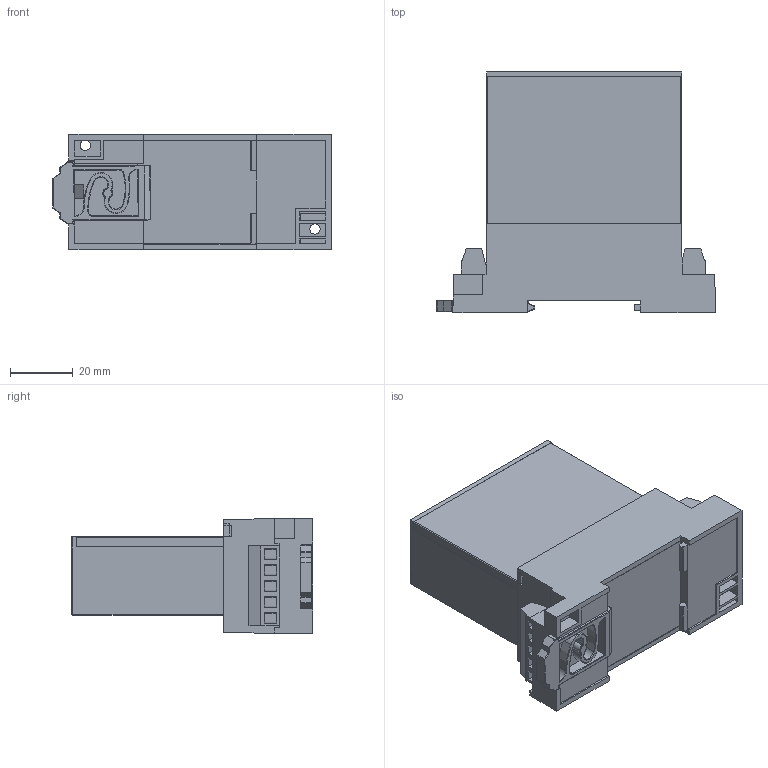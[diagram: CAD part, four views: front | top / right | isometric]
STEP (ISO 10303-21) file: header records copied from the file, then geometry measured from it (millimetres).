
FILE_DESCRIPTION (( 'STEP AP203' ), '1' );
FILE_NAME ('CR4560_70_80_CR4850_60_70_80_CR6600_CRD4500.STEP', '2015-09-18T22:40:26', ( 'Dave Forsythe' ), ( '' ), 'SwSTEP 2.0', 'SolidWorks 2004231', '' );
FILE_SCHEMA (( 'CONFIG_CONTROL_DESIGN' ));
Length unit declared in the file: inch
Products named in the file (1): CR4560_70_80_CR4850_60_70_80_CR6600_CRD4500
Bounding box: 88.57 x 76.8 x 36.59 mm (x, y, z)
Surface area: 30699.8 mm2 (no closed solid volume)
Topology: 0 solids, 10 shells, 346 faces, 1300 edges, 949 vertices
Faces by surface type: plane 235, cylinder 86, torus 22, sphere 3
Entity records: 13871 total; most frequent: CARTESIAN_POINT 2716, DIRECTION 2294, ORIENTED_EDGE 2010, EDGE_CURVE 1299, VERTEX_POINT 949, VECTOR 928, LINE 928, AXIS2_PLACEMENT_3D 683
